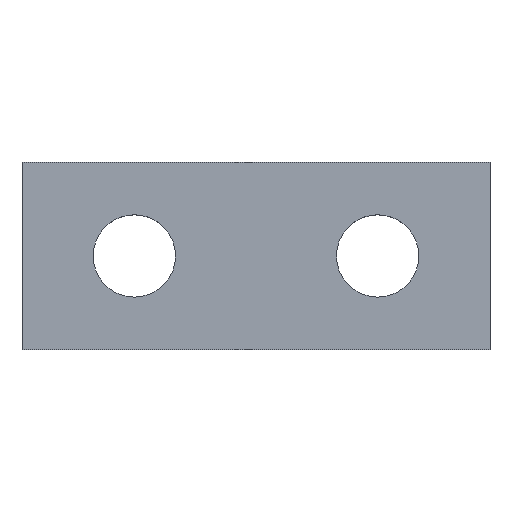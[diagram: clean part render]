
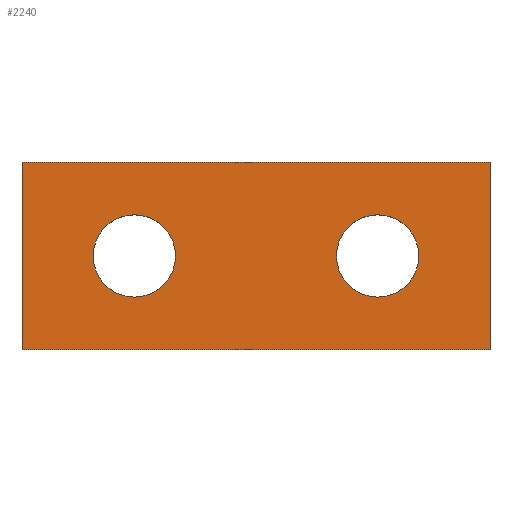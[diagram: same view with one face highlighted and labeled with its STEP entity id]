
A CAD part, top view. The second image highlights one B-rep face of the part: STEP entity #2240.
In plain terms, the highlighted planar face has unit normal (0, 0, 1).
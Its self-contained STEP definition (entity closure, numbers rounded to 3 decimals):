
#880=CARTESIAN_POINT('',(-7.5,41.75,3.));
#890=VERTEX_POINT('',#880);
#920=CARTESIAN_POINT('',(-7.5,0.,3.));
#930=DIRECTION('',(0.,1.,0.));
#940=VECTOR('',#930,1.);
#950=LINE('',#920,#940);
#960=CARTESIAN_POINT('',(-7.5,4.25,3.));
#970=VERTEX_POINT('',#960);
#980=EDGE_CURVE('',#970,#890,#950,.T.);
#1210=CARTESIAN_POINT('',(0.,4.25,3.));
#1220=DIRECTION('',(1.,0.,0.));
#1230=VECTOR('',#1220,1.);
#1240=LINE('',#1210,#1230);
#1250=CARTESIAN_POINT('',(7.5,4.25,3.));
#1260=VERTEX_POINT('',#1250);
#1270=EDGE_CURVE('',#970,#1260,#1240,.T.);
#1520=CARTESIAN_POINT('',(7.5,0.,3.));
#1530=DIRECTION('',(0.,1.,0.));
#1540=VECTOR('',#1530,1.);
#1550=LINE('',#1520,#1540);
#1560=CARTESIAN_POINT('',(7.5,41.75,3.));
#1570=VERTEX_POINT('',#1560);
#1580=EDGE_CURVE('',#1260,#1570,#1550,.T.);
#1780=CARTESIAN_POINT('',(10.,94.,3.));
#1790=DIRECTION('',(0.,0.,1.));
#1800=DIRECTION('',(1.,0.,0.));
#1810=AXIS2_PLACEMENT_3D('',#1780,#1790,#1800);
#1820=PLANE('',#1810);
#1830=ORIENTED_EDGE('',*,*,#980,.F.);
#1840=CARTESIAN_POINT('',(0.,41.75,3.));
#1850=DIRECTION('',(1.,0.,0.));
#1860=VECTOR('',#1850,1.);
#1870=LINE('',#1840,#1860);
#1880=EDGE_CURVE('',#890,#1570,#1870,.T.);
#1890=ORIENTED_EDGE('',*,*,#1880,.F.);
#1900=ORIENTED_EDGE('',*,*,#1580,.T.);
#1910=ORIENTED_EDGE('',*,*,#1270,.T.);
#1920=EDGE_LOOP('',(#1910,#1900,#1890,#1830));
#1930=FACE_OUTER_BOUND('',#1920,.T.);
#1940=CARTESIAN_POINT('',(0.,13.25,3.));
#1950=DIRECTION('',(0.,0.,-1.));
#1960=DIRECTION('',(1.,0.,0.));
#1970=AXIS2_PLACEMENT_3D('',#1940,#1950,#1960);
#1980=CIRCLE('',#1970,3.3);
#1990=CARTESIAN_POINT('',(3.3,13.25,3.));
#2000=VERTEX_POINT('',#1990);
#2010=CARTESIAN_POINT('',(-3.3,13.25,3.));
#2020=VERTEX_POINT('',#2010);
#2030=EDGE_CURVE('',#2000,#2020,#1980,.T.);
#2040=ORIENTED_EDGE('',*,*,#2030,.T.);
#2050=EDGE_CURVE('',#2020,#2000,#1980,.T.);
#2060=ORIENTED_EDGE('',*,*,#2050,.T.);
#2070=EDGE_LOOP('',(#2060,#2040));
#2080=FACE_BOUND('',#2070,.T.);
#2090=CARTESIAN_POINT('',(0.,32.75,3.));
#2100=DIRECTION('',(0.,0.,-1.));
#2110=DIRECTION('',(1.,0.,0.));
#2120=AXIS2_PLACEMENT_3D('',#2090,#2100,#2110);
#2130=CIRCLE('',#2120,3.3);
#2140=CARTESIAN_POINT('',(3.3,32.75,3.));
#2150=VERTEX_POINT('',#2140);
#2160=CARTESIAN_POINT('',(-3.3,32.75,3.));
#2170=VERTEX_POINT('',#2160);
#2180=EDGE_CURVE('',#2150,#2170,#2130,.T.);
#2190=ORIENTED_EDGE('',*,*,#2180,.T.);
#2200=EDGE_CURVE('',#2170,#2150,#2130,.T.);
#2210=ORIENTED_EDGE('',*,*,#2200,.T.);
#2220=EDGE_LOOP('',(#2210,#2190));
#2230=FACE_BOUND('',#2220,.T.);
#2240=ADVANCED_FACE('',(#1930,#2080,#2230),#1820,.T.);
